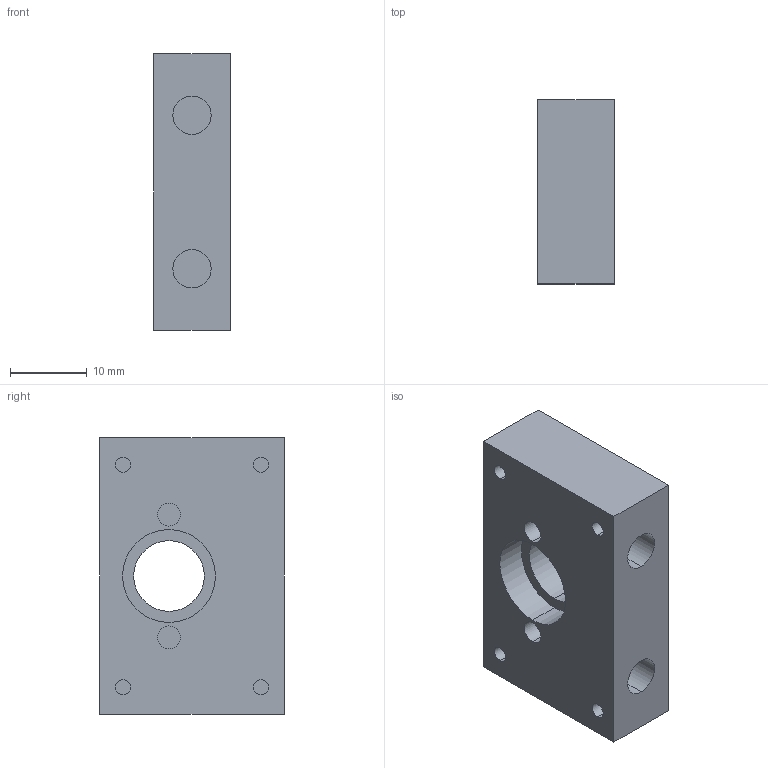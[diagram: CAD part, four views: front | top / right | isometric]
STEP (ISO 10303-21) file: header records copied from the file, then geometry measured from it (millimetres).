
FILE_DESCRIPTION (( 'STEP AP203' ), '1' );
FILE_NAME ('Scanner_Mount.STEP', '2022-07-21T14:53:24', ( '' ), ( '' ), 'SwSTEP 2.0', 'SolidWorks 2020', '' );
FILE_SCHEMA (( 'CONFIG_CONTROL_DESIGN' ));
Length unit declared in the file: millimetre
Products named in the file (1): Scanner_Mount
Bounding box: 10 x 24 x 36 mm (x, y, z)
Volume: 6822.6 mm3; surface area: 3815.7 mm2
Topology: 1 solids, 1 shells, 52 faces, 108 edges, 72 vertices
Faces by surface type: cylinder 28, plane 24
Entity records: 1489 total; most frequent: DIRECTION 270, CARTESIAN_POINT 233, ORIENTED_EDGE 216, AXIS2_PLACEMENT_3D 109, EDGE_CURVE 108, VERTEX_POINT 72, EDGE_LOOP 68, CIRCLE 56
